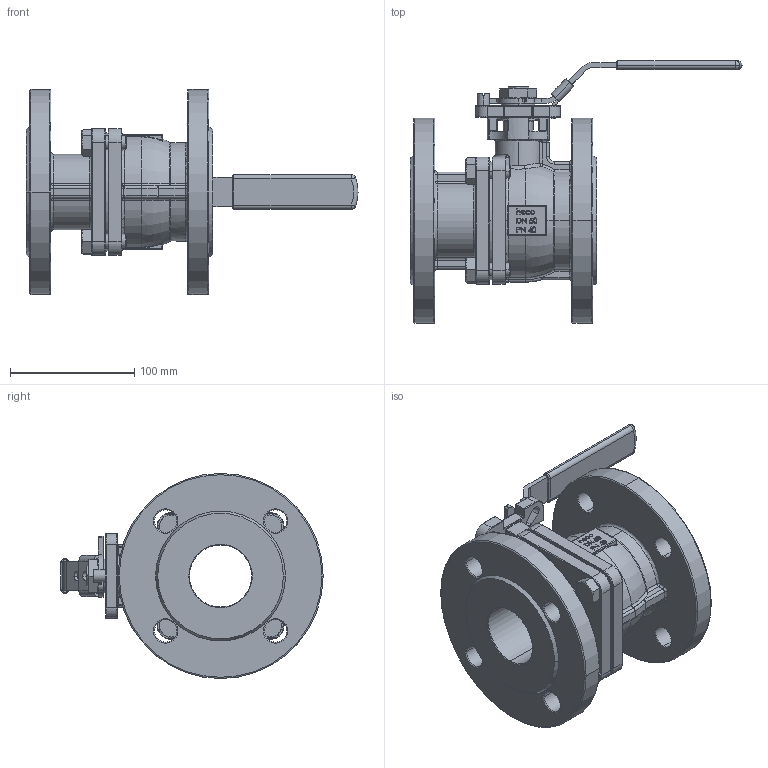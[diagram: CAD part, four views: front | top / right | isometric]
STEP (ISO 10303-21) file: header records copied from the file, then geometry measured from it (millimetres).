
FILE_DESCRIPTION (( 'STEP AP214' ), '1' );
FILE_NAME ('FKDA-200-000-4 Flanschkugelhahn 1712.STEP', '2017-12-20T13:49:45', ( '' ), ( '' ), 'SwSTEP 2.0', 'SolidWorks 2016', '' );
FILE_SCHEMA (( 'AUTOMOTIVE_DESIGN' ));
Length unit declared in the file: millimetre
Products named in the file (1): FKDA-200-000-4 Flanschkugelhahn 1712
Bounding box: 267 x 210.98 x 165 mm (x, y, z)
Volume: 1236652.3 mm3; surface area: 204238.1 mm2
Topology: 1 solids, 2 shells, 1363 faces, 3345 edges, 2023 vertices
Faces by surface type: plane 423, cylinder 310, bspline 290, torus 179, cone 111, sphere 50
Entity records: 59190 total; most frequent: CARTESIAN_POINT 24592, ORIENTED_EDGE 6654, DIRECTION 5922, EDGE_CURVE 3327, AXIS2_PLACEMENT_3D 2224, VERTEX_POINT 2023, LINE 1474, VECTOR 1474
